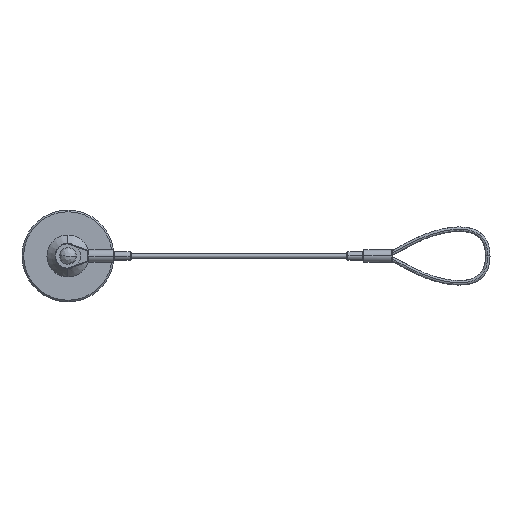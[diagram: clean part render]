
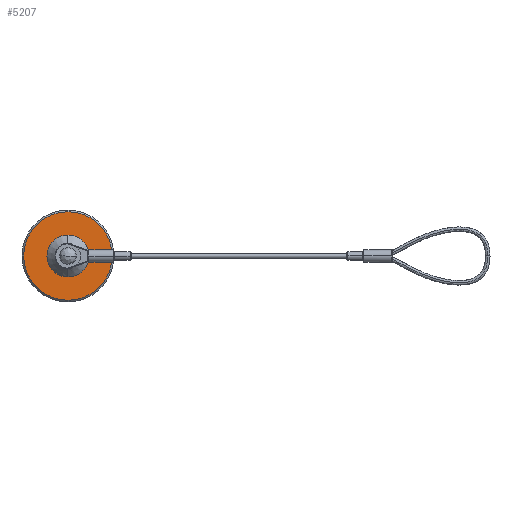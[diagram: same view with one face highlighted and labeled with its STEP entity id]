
A CAD part, left-side view. The second image highlights one B-rep face of the part: STEP entity #5207.
In plain terms, the highlighted face is planar.
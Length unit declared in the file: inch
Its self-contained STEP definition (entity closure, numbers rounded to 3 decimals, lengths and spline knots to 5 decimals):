
#2041 = CIRCLE ( 'NONE', #5348, 0.665 ) ;
#2073 = CIRCLE ( 'NONE', #5359, 0.315 ) ;
#2140 = CIRCLE ( 'NONE', #5386, 0.665 ) ;
#2141 = CIRCLE ( 'NONE', #5387, 0.315 ) ;
#3393 = AXIS2_PLACEMENT_3D ( 'NONE', #9287, #9289, #9283 ) ;
#4142 = EDGE_LOOP ( 'NONE', ( #4407, #4408 ) ) ;
#4152 = EDGE_LOOP ( 'NONE', ( #4405, #4406 ) ) ;
#4405 = ORIENTED_EDGE ( 'NONE', *, *, #11529, .T. ) ;
#4406 = ORIENTED_EDGE ( 'NONE', *, *, #11462, .T. ) ;
#4407 = ORIENTED_EDGE ( 'NONE', *, *, #11530, .F. ) ;
#4408 = ORIENTED_EDGE ( 'NONE', *, *, #11483, .F. ) ;
#5207 = ADVANCED_FACE ( 'NONE', ( #8810, #8821 ), #9285, .T. ) ;
#5348 = AXIS2_PLACEMENT_3D ( 'NONE', #5866, #5868, #5870 ) ;
#5359 = AXIS2_PLACEMENT_3D ( 'NONE', #5989, #5990, #5992 ) ;
#5386 = AXIS2_PLACEMENT_3D ( 'NONE', #6153, #6154, #6155 ) ;
#5387 = AXIS2_PLACEMENT_3D ( 'NONE', #6156, #6157, #6158 ) ;
#5866 = CARTESIAN_POINT ( 'NONE',  ( 0., 0., -0.14 ) ) ;
#5868 = DIRECTION ( 'NONE',  ( 0., 0., 1. ) ) ;
#5870 = DIRECTION ( 'NONE',  ( 1., 0., 0. ) ) ;
#5989 = CARTESIAN_POINT ( 'NONE',  ( 0., 0., -0.14 ) ) ;
#5990 = DIRECTION ( 'NONE',  ( 0., 0., 1. ) ) ;
#5992 = DIRECTION ( 'NONE',  ( 1., 0., 0. ) ) ;
#6153 = CARTESIAN_POINT ( 'NONE',  ( 0., 0., -0.14 ) ) ;
#6154 = DIRECTION ( 'NONE',  ( 0., 0., 1. ) ) ;
#6155 = DIRECTION ( 'NONE',  ( 1., 0., 0. ) ) ;
#6156 = CARTESIAN_POINT ( 'NONE',  ( 0., 0., -0.14 ) ) ;
#6157 = DIRECTION ( 'NONE',  ( 0., 0., 1. ) ) ;
#6158 = DIRECTION ( 'NONE',  ( 1., 0., 0. ) ) ;
#8015 = CARTESIAN_POINT ( 'NONE',  ( -0.315, 0., -0.14 ) ) ;
#8016 = CARTESIAN_POINT ( 'NONE',  ( 0.315, 0., -0.14 ) ) ;
#8039 = CARTESIAN_POINT ( 'NONE',  ( -0.665, 0., -0.14 ) ) ;
#8041 = CARTESIAN_POINT ( 'NONE',  ( 0.665, 0., -0.14 ) ) ;
#8810 = FACE_OUTER_BOUND ( 'NONE', #4152, .T. ) ;
#8821 = FACE_BOUND ( 'NONE', #4142, .T. ) ;
#9283 = DIRECTION ( 'NONE',  ( 1., 0., 0. ) ) ;
#9285 = PLANE ( 'NONE',  #3393 ) ;
#9287 = CARTESIAN_POINT ( 'NONE',  ( -0.315, 0., -0.14 ) ) ;
#9289 = DIRECTION ( 'NONE',  ( 0., 0., 1. ) ) ;
#10353 = VERTEX_POINT ( 'NONE', #8041 ) ;
#10355 = VERTEX_POINT ( 'NONE', #8039 ) ;
#10378 = VERTEX_POINT ( 'NONE', #8016 ) ;
#10379 = VERTEX_POINT ( 'NONE', #8015 ) ;
#11462 = EDGE_CURVE ( 'NONE', #10353, #10355, #2041, .T. ) ;
#11483 = EDGE_CURVE ( 'NONE', #10378, #10379, #2073, .T. ) ;
#11529 = EDGE_CURVE ( 'NONE', #10355, #10353, #2140, .T. ) ;
#11530 = EDGE_CURVE ( 'NONE', #10379, #10378, #2141, .T. ) ;
